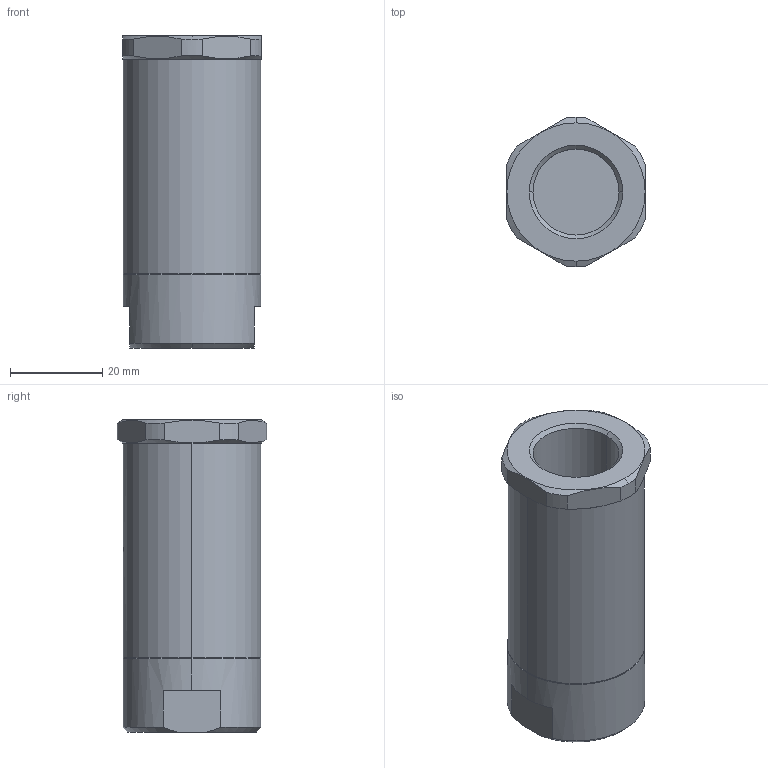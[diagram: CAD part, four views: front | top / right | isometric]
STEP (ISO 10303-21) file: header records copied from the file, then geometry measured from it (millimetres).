
FILE_DESCRIPTION (( 'STEP AP214' ), '1' );
FILE_NAME ('1711064 Toolreg 1-2 2bar ig-ig.STEP', '2021-10-22T10:52:42', ( '' ), ( '' ), 'SwSTEP 2.0', 'SolidWorks 2021', '' );
FILE_SCHEMA (( 'AUTOMOTIVE_DESIGN' ));
Length unit declared in the file: millimetre
Products named in the file (1): 1711064 Toolreg 1-2 2bar ig-ig
Bounding box: 30 x 32.3 x 67.5 mm (x, y, z)
Volume: 38641.9 mm3; surface area: 9500 mm2
Topology: 1 solids, 1 shells, 49 faces, 121 edges, 78 vertices
Faces by surface type: cylinder 17, cone 17, plane 15
Entity records: 2151 total; most frequent: CARTESIAN_POINT 439, DIRECTION 253, ORIENTED_EDGE 242, EDGE_CURVE 121, AXIS2_PLACEMENT_3D 104, VERTEX_POINT 78, CIRCLE 54, EDGE_LOOP 53
